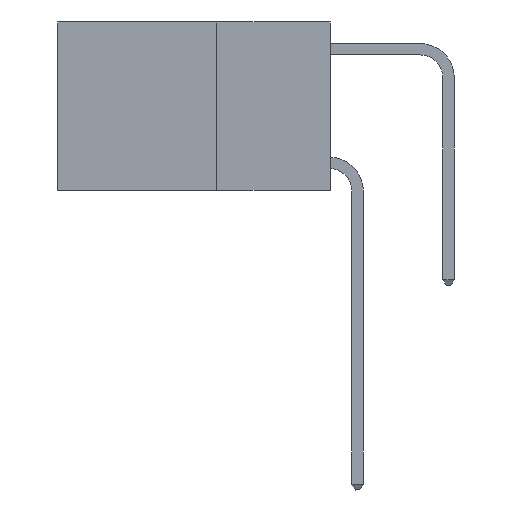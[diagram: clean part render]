
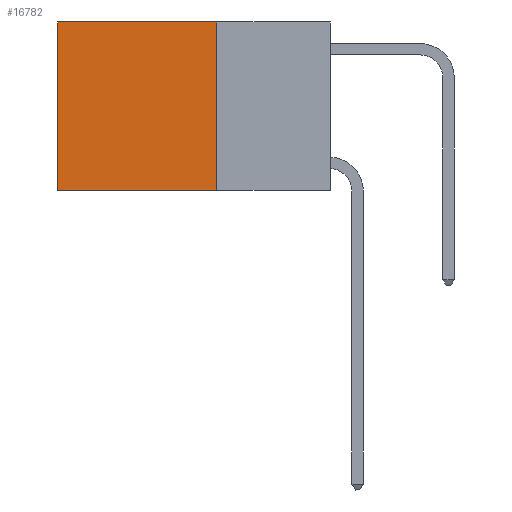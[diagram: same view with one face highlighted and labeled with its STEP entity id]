
A CAD part, left-side view. The second image highlights one B-rep face of the part: STEP entity #16782.
In plain terms, the highlighted planar face has unit normal (-1, 0, 0).
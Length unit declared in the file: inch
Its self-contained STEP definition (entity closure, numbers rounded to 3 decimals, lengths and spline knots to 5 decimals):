
#847 = EDGE_CURVE ( 'NONE', #27242, #7599, #9793, .T. ) ;
#2600 = AXIS2_PLACEMENT_3D ( 'NONE', #18991, #26465, #11629 ) ;
#2850 = EDGE_CURVE ( 'NONE', #19217, #29664, #23427, .T. ) ;
#4758 = CARTESIAN_POINT ( 'NONE',  ( 0.2625, 0.6, 0. ) ) ;
#5559 = VECTOR ( 'NONE', #12217, 39.37008 ) ;
#5976 = ORIENTED_EDGE ( 'NONE', *, *, #31333, .T. ) ;
#6054 = CARTESIAN_POINT ( 'NONE',  ( 0.2625, 0.25, 0. ) ) ;
#6175 = ORIENTED_EDGE ( 'NONE', *, *, #28890, .F. ) ;
#7599 = VERTEX_POINT ( 'NONE', #21444 ) ;
#9666 = CARTESIAN_POINT ( 'NONE',  ( 0.2625, 0.25, -0.37 ) ) ;
#9793 = LINE ( 'NONE', #4758, #22256 ) ;
#9802 = DIRECTION ( 'NONE',  ( 0., 0., -1. ) ) ;
#11171 = CARTESIAN_POINT ( 'NONE',  ( 0.2625, 0.25, 0. ) ) ;
#11203 = DIRECTION ( 'NONE',  ( 0., 1., 0. ) ) ;
#11385 = EDGE_LOOP ( 'NONE', ( #32283, #6175, #25067, #5976 ) ) ;
#11629 = DIRECTION ( 'NONE',  ( 0., 0., -1. ) ) ;
#12217 = DIRECTION ( 'NONE',  ( 0., 1., 0. ) ) ;
#13904 = LINE ( 'NONE', #9666, #5559 ) ;
#15681 = VECTOR ( 'NONE', #11203, 39.37008 ) ;
#16782 = ADVANCED_FACE ( 'NONE', ( #22624 ), #23972, .F. ) ;
#16867 = VECTOR ( 'NONE', #9802, 39.37008 ) ;
#18991 = CARTESIAN_POINT ( 'NONE',  ( 0.2625, 0.25, 0. ) ) ;
#19217 = VERTEX_POINT ( 'NONE', #11171 ) ;
#19832 = DIRECTION ( 'NONE',  ( 0., 0., -1. ) ) ;
#21444 = CARTESIAN_POINT ( 'NONE',  ( 0.2625, 0.6, -0.37 ) ) ;
#22174 = CARTESIAN_POINT ( 'NONE',  ( 0.2625, 0.6, 0. ) ) ;
#22256 = VECTOR ( 'NONE', #19832, 39.37008 ) ;
#22258 = LINE ( 'NONE', #6054, #15681 ) ;
#22624 = FACE_OUTER_BOUND ( 'NONE', #11385, .T. ) ;
#23427 = LINE ( 'NONE', #27176, #16867 ) ;
#23972 = PLANE ( 'NONE',  #2600 ) ;
#25067 = ORIENTED_EDGE ( 'NONE', *, *, #2850, .F. ) ;
#26465 = DIRECTION ( 'NONE',  ( 1., 0., 0. ) ) ;
#27176 = CARTESIAN_POINT ( 'NONE',  ( 0.2625, 0.25, 0. ) ) ;
#27242 = VERTEX_POINT ( 'NONE', #22174 ) ;
#28890 = EDGE_CURVE ( 'NONE', #29664, #7599, #13904, .T. ) ;
#29664 = VERTEX_POINT ( 'NONE', #29924 ) ;
#29924 = CARTESIAN_POINT ( 'NONE',  ( 0.2625, 0.25, -0.37 ) ) ;
#31333 = EDGE_CURVE ( 'NONE', #19217, #27242, #22258, .T. ) ;
#32283 = ORIENTED_EDGE ( 'NONE', *, *, #847, .T. ) ;
